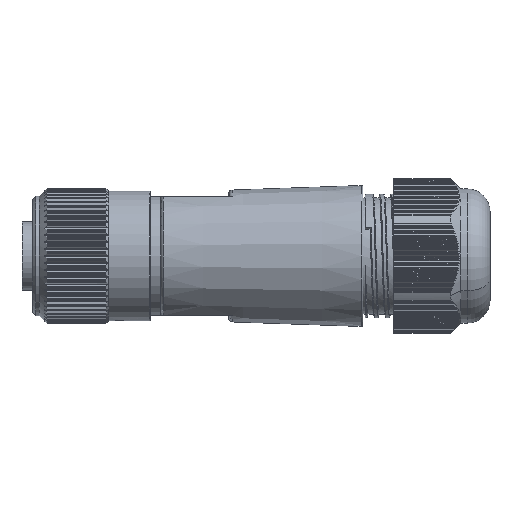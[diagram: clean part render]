
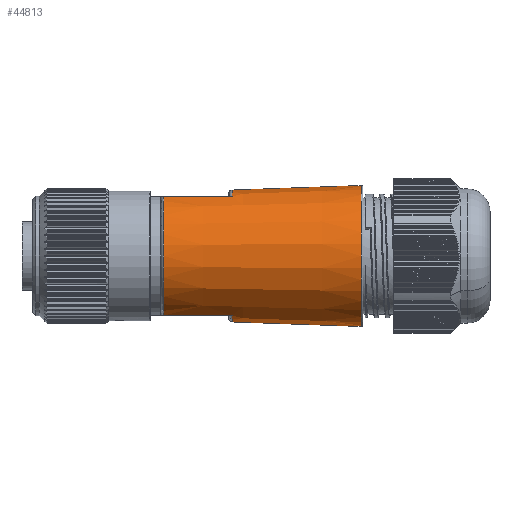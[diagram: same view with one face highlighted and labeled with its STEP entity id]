
A CAD part, front view. The second image highlights one B-rep face of the part: STEP entity #44813.
In plain terms, the highlighted conical face has half-angle 2 degrees and reference radius 14.528 mm.
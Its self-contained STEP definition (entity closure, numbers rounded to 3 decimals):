
#441 = EDGE_LOOP ( 'NONE', ( #36367, #25796, #38097, #21304, #9956, #9772, #48358, #38672 ) ) ;
#513 = EDGE_CURVE ( 'NONE', #13205, #7915, #23703, .T. ) ;
#1151 = CARTESIAN_POINT ( 'NONE',  ( 33.919, -5.051, 12.281 ) ) ;
#1647 = AXIS2_PLACEMENT_3D ( 'NONE', #6828, #38006, #11299 ) ;
#2486 = CARTESIAN_POINT ( 'NONE',  ( 29.231, -4.583, 12.281 ) ) ;
#2552 = DIRECTION ( 'NONE',  ( 1., 0., 0. ) ) ;
#2569 = VERTEX_POINT ( 'NONE', #18100 ) ;
#4300 = CONICAL_SURFACE ( 'NONE', #36183, 14.528, 0.035 ) ;
#6828 = CARTESIAN_POINT ( 'NONE',  ( 43.312, 0., 0. ) ) ;
#7915 = VERTEX_POINT ( 'NONE', #14908 ) ;
#8286 = VERTEX_POINT ( 'NONE', #46596 ) ;
#8504 = CARTESIAN_POINT ( 'NONE',  ( 69.88, 0., 0. ) ) ;
#8829 = VECTOR ( 'NONE', #41797, 1000. ) ;
#9772 = ORIENTED_EDGE ( 'NONE', *, *, #46754, .T. ) ;
#9831 = CIRCLE ( 'NONE', #48249, 14.528 ) ;
#9890 = CARTESIAN_POINT ( 'NONE',  ( 38.615, -5.461, 12.281 ) ) ;
#9956 = ORIENTED_EDGE ( 'NONE', *, *, #31782, .T. ) ;
#10254 = VECTOR ( 'NONE', #30462, 1000. ) ;
#11299 = DIRECTION ( 'NONE',  ( 0., 0., -1. ) ) ;
#11347 = CARTESIAN_POINT ( 'NONE',  ( 29.231, -4.583, -12.281 ) ) ;
#12981 = DIRECTION ( 'NONE',  ( 0., 0., -1. ) ) ;
#13052 = CARTESIAN_POINT ( 'NONE',  ( 29.231, 0., 0. ) ) ;
#13205 = VERTEX_POINT ( 'NONE', #14772 ) ;
#13872 = VERTEX_POINT ( 'NONE', #11347 ) ;
#14772 = CARTESIAN_POINT ( 'NONE',  ( 43.312, -5.843, -12.281 ) ) ;
#14908 = CARTESIAN_POINT ( 'NONE',  ( 43.312, 0., -13.6 ) ) ;
#15933 = EDGE_CURVE ( 'NONE', #2569, #35426, #22109, .T. ) ;
#16411 = DIRECTION ( 'NONE',  ( 1., 0., 0. ) ) ;
#17569 = DIRECTION ( 'NONE',  ( 0., 0., -1. ) ) ;
#18100 = CARTESIAN_POINT ( 'NONE',  ( 43.312, 0., 13.6 ) ) ;
#19727 = B_SPLINE_CURVE_WITH_KNOTS ( 'NONE', 3,
 ( #31588, #44985, #22801, #53929 ),
 .UNSPECIFIED., .F., .F.,
 ( 4, 4 ),
 ( 0.022, 0.037 ),
 .UNSPECIFIED. ) ;
#19934 = VERTEX_POINT ( 'NONE', #2486 ) ;
#21304 = ORIENTED_EDGE ( 'NONE', *, *, #15933, .F. ) ;
#21464 = EDGE_CURVE ( 'NONE', #7915, #8286, #44420, .T. ) ;
#21476 = AXIS2_PLACEMENT_3D ( 'NONE', #13052, #44221, #17569 ) ;
#22109 = LINE ( 'NONE', #41605, #8829 ) ;
#22801 = CARTESIAN_POINT ( 'NONE',  ( 38.615, -5.461, -12.281 ) ) ;
#23703 = CIRCLE ( 'NONE', #33170, 13.6 ) ;
#24396 = EDGE_CURVE ( 'NONE', #13872, #13205, #19727, .T. ) ;
#25796 = ORIENTED_EDGE ( 'NONE', *, *, #21464, .T. ) ;
#26186 = CARTESIAN_POINT ( 'NONE',  ( 69.88, 0., -14.528 ) ) ;
#29254 = CARTESIAN_POINT ( 'NONE',  ( 43.312, 0., 0. ) ) ;
#30462 = DIRECTION ( 'NONE',  ( 0.999, 0., -0.035 ) ) ;
#31588 = CARTESIAN_POINT ( 'NONE',  ( 29.231, -4.583, -12.281 ) ) ;
#31782 = EDGE_CURVE ( 'NONE', #2569, #50629, #45445, .T. ) ;
#32323 = CARTESIAN_POINT ( 'NONE',  ( 29.231, -4.583, 12.281 ) ) ;
#33170 = AXIS2_PLACEMENT_3D ( 'NONE', #29254, #2552, #33746 ) ;
#33746 = DIRECTION ( 'NONE',  ( 0., 0., -1. ) ) ;
#35426 = VERTEX_POINT ( 'NONE', #37342 ) ;
#35926 = CIRCLE ( 'NONE', #21476, 13.108 ) ;
#36183 = AXIS2_PLACEMENT_3D ( 'NONE', #43062, #16411, #38826 ) ;
#36367 = ORIENTED_EDGE ( 'NONE', *, *, #513, .T. ) ;
#37342 = CARTESIAN_POINT ( 'NONE',  ( 69.88, 0., 14.528 ) ) ;
#38006 = DIRECTION ( 'NONE',  ( 1., 0., 0. ) ) ;
#38097 = ORIENTED_EDGE ( 'NONE', *, *, #52784, .T. ) ;
#38672 = ORIENTED_EDGE ( 'NONE', *, *, #24396, .T. ) ;
#38826 = DIRECTION ( 'NONE',  ( 0., 0., 1. ) ) ;
#39710 = DIRECTION ( 'NONE',  ( -1., 0., 0. ) ) ;
#41605 = CARTESIAN_POINT ( 'NONE',  ( 69.88, 0., 14.528 ) ) ;
#41763 = B_SPLINE_CURVE_WITH_KNOTS ( 'NONE', 3,
 ( #54453, #9890, #1151, #32323 ),
 .UNSPECIFIED., .F., .F.,
 ( 4, 4 ),
 ( 0.015, 0.029 ),
 .UNSPECIFIED. ) ;
#41797 = DIRECTION ( 'NONE',  ( 0.999, 0., 0.035 ) ) ;
#43062 = CARTESIAN_POINT ( 'NONE',  ( 69.88, 0., 0. ) ) ;
#44010 = FACE_OUTER_BOUND ( 'NONE', #441, .T. ) ;
#44221 = DIRECTION ( 'NONE',  ( -1., 0., 0. ) ) ;
#44420 = LINE ( 'NONE', #26186, #10254 ) ;
#44813 = ADVANCED_FACE ( 'NONE', ( #44010 ), #4300, .T. ) ;
#44985 = CARTESIAN_POINT ( 'NONE',  ( 33.92, -5.052, -12.281 ) ) ;
#45445 = CIRCLE ( 'NONE', #1647, 13.6 ) ;
#46596 = CARTESIAN_POINT ( 'NONE',  ( 69.88, 0., -14.528 ) ) ;
#46754 = EDGE_CURVE ( 'NONE', #50629, #19934, #41763, .T. ) ;
#48249 = AXIS2_PLACEMENT_3D ( 'NONE', #8504, #39710, #12981 ) ;
#48358 = ORIENTED_EDGE ( 'NONE', *, *, #57434, .F. ) ;
#50629 = VERTEX_POINT ( 'NONE', #53419 ) ;
#52784 = EDGE_CURVE ( 'NONE', #8286, #35426, #9831, .T. ) ;
#53419 = CARTESIAN_POINT ( 'NONE',  ( 43.312, -5.843, 12.281 ) ) ;
#53929 = CARTESIAN_POINT ( 'NONE',  ( 43.312, -5.843, -12.281 ) ) ;
#54453 = CARTESIAN_POINT ( 'NONE',  ( 43.312, -5.843, 12.281 ) ) ;
#57434 = EDGE_CURVE ( 'NONE', #13872, #19934, #35926, .T. ) ;
